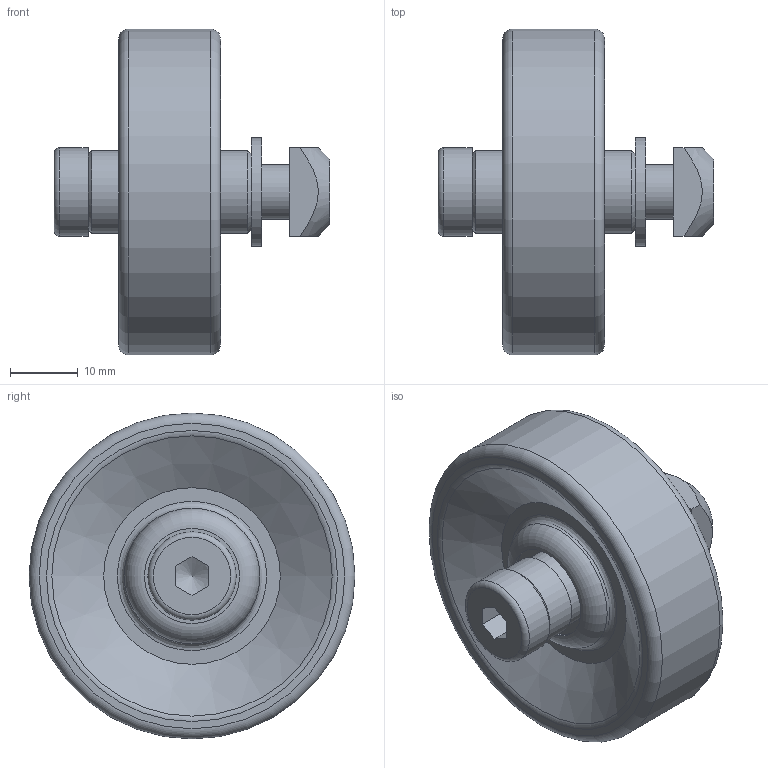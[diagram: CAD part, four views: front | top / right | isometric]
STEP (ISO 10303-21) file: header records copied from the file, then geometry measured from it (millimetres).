
FILE_DESCRIPTION((''),'2;1');
FILE_NAME('700112.ipt.stp','2010-09-05T12:23:19',(''),(''),'Autodesk Inventor 2010','Autodesk Inventor 2010','');
FILE_SCHEMA(('AUTOMOTIVE_DESIGN { 1 0 10303 214 1 1 1 1 }'));
Length unit declared in the file: millimetre
Products named in the file (1): 700112
Bounding box: 40.6 x 48 x 48 mm (x, y, z)
Volume: 8547.1 mm3; surface area: 16928.1 mm2
Topology: 13 solids, 13 shells, 92 faces, 181 edges, 110 vertices
Faces by surface type: plane 31, cylinder 19, bspline 12, cone 11, torus 11, sphere 8
Full cylindrical faces by diameter (mm): 8 x1, 8.3 x1, 8.4 x1, 11.4 x2, 12.2 x2, 13 x1, 14 x2, 16 x1, 18 x2, 19 x2, 20 x2, 47 x1, 48 x1
Entity records: 2578 total; most frequent: CARTESIAN_POINT 812, DIRECTION 340, ORIENTED_EDGE 218, EDGE_LOOP 164, AXIS2_PLACEMENT_3D 160, EDGE_CURVE 109, VERTEX_POINT 107, STYLED_ITEM 105
